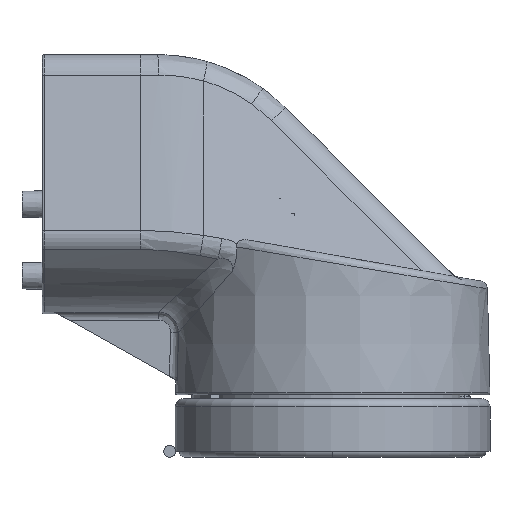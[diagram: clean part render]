
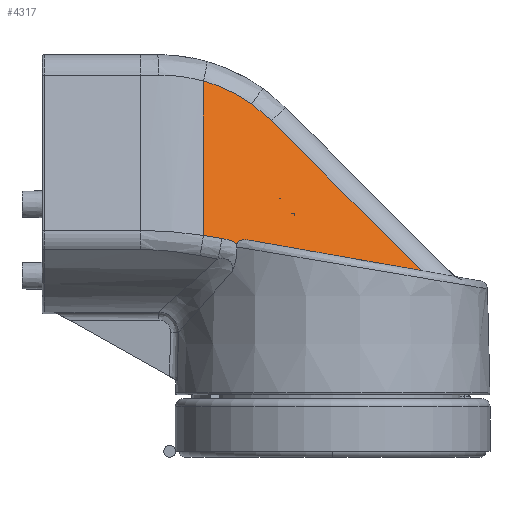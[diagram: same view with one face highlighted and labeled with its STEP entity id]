
A CAD part, front view. The second image highlights one B-rep face of the part: STEP entity #4317.
In plain terms, the highlighted planar face has unit normal (0.156, -0.963, 0.22).
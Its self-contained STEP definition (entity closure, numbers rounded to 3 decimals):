
#1738 = EDGE_LOOP ( 'NONE', ( #2975, #2977, #2976 ) ) ;
#1739 = EDGE_LOOP ( 'NONE', ( #2978, #2980, #2979, #2982, #2981, #2984, #2985, #2988 ) ) ;
#2975 = ORIENTED_EDGE ( 'NONE', *, *, #4098, .T. ) ;
#2976 = ORIENTED_EDGE ( 'NONE', *, *, #4100, .T. ) ;
#2977 = ORIENTED_EDGE ( 'NONE', *, *, #4097, .T. ) ;
#2978 = ORIENTED_EDGE ( 'NONE', *, *, #4101, .T. ) ;
#2979 = ORIENTED_EDGE ( 'NONE', *, *, #3874, .T. ) ;
#2980 = ORIENTED_EDGE ( 'NONE', *, *, #4099, .T. ) ;
#2981 = ORIENTED_EDGE ( 'NONE', *, *, #4102, .T. ) ;
#2982 = ORIENTED_EDGE ( 'NONE', *, *, #3998, .F. ) ;
#2984 = ORIENTED_EDGE ( 'NONE', *, *, #3878, .T. ) ;
#2985 = ORIENTED_EDGE ( 'NONE', *, *, #4103, .T. ) ;
#2988 = ORIENTED_EDGE ( 'NONE', *, *, #4104, .T. ) ;
#3161 = VERTEX_POINT ( 'NONE', #16570 ) ;
#3162 = VERTEX_POINT ( 'NONE', #16571 ) ;
#3165 = VERTEX_POINT ( 'NONE', #16574 ) ;
#3166 = VERTEX_POINT ( 'NONE', #16575 ) ;
#3268 = VERTEX_POINT ( 'NONE', #16685 ) ;
#3369 = VERTEX_POINT ( 'NONE', #16819 ) ;
#3370 = VERTEX_POINT ( 'NONE', #16820 ) ;
#3371 = VERTEX_POINT ( 'NONE', #16821 ) ;
#3372 = VERTEX_POINT ( 'NONE', #16822 ) ;
#3373 = VERTEX_POINT ( 'NONE', #16823 ) ;
#3374 = VERTEX_POINT ( 'NONE', #16824 ) ;
#3765 = LINE ( 'NONE', #5544, #5032 ) ;
#3822 = LINE ( 'NONE', #5918, #5109 ) ;
#3823 = LINE ( 'NONE', #5920, #5110 ) ;
#3824 = LINE ( 'NONE', #5928, #5111 ) ;
#3825 = LINE ( 'NONE', #5934, #5112 ) ;
#3826 = LINE ( 'NONE', #5940, #5113 ) ;
#3874 = EDGE_CURVE ( 'NONE', #3162, #3161, #15126, .T. ) ;
#3878 = EDGE_CURVE ( 'NONE', #3166, #3165, #6512, .T. ) ;
#3998 = EDGE_CURVE ( 'NONE', #3268, #3161, #3765, .T. ) ;
#4097 = EDGE_CURVE ( 'NONE', #3370, #3371, #3822, .T. ) ;
#4098 = EDGE_CURVE ( 'NONE', #3369, #3370, #3823, .T. ) ;
#4099 = EDGE_CURVE ( 'NONE', #3373, #3162, #15157, .T. ) ;
#4100 = EDGE_CURVE ( 'NONE', #3371, #3369, #3824, .T. ) ;
#4101 = EDGE_CURVE ( 'NONE', #3372, #3373, #6548, .T. ) ;
#4102 = EDGE_CURVE ( 'NONE', #3268, #3166, #3825, .T. ) ;
#4103 = EDGE_CURVE ( 'NONE', #3165, #3374, #6527, .T. ) ;
#4104 = EDGE_CURVE ( 'NONE', #3374, #3372, #3826, .T. ) ;
#4317 = ADVANCED_FACE ( 'NONE', ( #6846, #6847 ), #9006, .T. ) ;
#5032 = VECTOR ( 'NONE', #5545, 1000. ) ;
#5109 = VECTOR ( 'NONE', #5919, 1000. ) ;
#5110 = VECTOR ( 'NONE', #5921, 1000. ) ;
#5111 = VECTOR ( 'NONE', #5929, 1000. ) ;
#5112 = VECTOR ( 'NONE', #5935, 1000. ) ;
#5113 = VECTOR ( 'NONE', #5941, 1000. ) ;
#5544 = CARTESIAN_POINT ( 'NONE',  ( 46.518, -20.678, 26.454 ) ) ;
#5545 = DIRECTION ( 'NONE',  ( -0.978, -0.119, 0.172 ) ) ;
#5918 = CARTESIAN_POINT ( 'NONE',  ( -47.821, -25.479, 72.574 ) ) ;
#5919 = DIRECTION ( 'NONE',  ( -0.825, -0.005, 0.566 ) ) ;
#5920 = CARTESIAN_POINT ( 'NONE',  ( -15.892, -17.385, 85.314 ) ) ;
#5921 = DIRECTION ( 'NONE',  ( 0.077, -0.21, -0.975 ) ) ;
#5922 = CARTESIAN_POINT ( 'NONE',  ( -27.481, -29.888, 38.777 ) ) ;
#5923 = CARTESIAN_POINT ( 'NONE',  ( -26.821, -29.804, 38.674 ) ) ;
#5924 = CARTESIAN_POINT ( 'NONE',  ( -26.176, -29.735, 38.516 ) ) ;
#5925 = CARTESIAN_POINT ( 'NONE',  ( -24.923, -29.634, 38.07 ) ) ;
#5926 = CARTESIAN_POINT ( 'NONE',  ( -24.311, -29.601, 37.778 ) ) ;
#5927 = CARTESIAN_POINT ( 'NONE',  ( -23.742, -29.591, 37.415 ) ) ;
#5928 = CARTESIAN_POINT ( 'NONE',  ( -36.894, -29.374, 47.73 ) ) ;
#5929 = DIRECTION ( 'NONE',  ( 0.985, 0.169, 0.042 ) ) ;
#5930 = CARTESIAN_POINT ( 'NONE',  ( -32.027, -30.462, 39.497 ) ) ;
#5931 = CARTESIAN_POINT ( 'NONE',  ( -30.529, -30.274, 39.254 ) ) ;
#5932 = CARTESIAN_POINT ( 'NONE',  ( -29.014, -30.083, 39.014 ) ) ;
#5933 = CARTESIAN_POINT ( 'NONE',  ( -27.481, -29.888, 38.777 ) ) ;
#5934 = CARTESIAN_POINT ( 'NONE',  ( -35.605, -19.885, 88.389 ) ) ;
#5935 = DIRECTION ( 'NONE',  ( -0.706, 0.046, 0.706 ) ) ;
#5936 = CARTESIAN_POINT ( 'NONE',  ( -20.064, -21.08, 72.093 ) ) ;
#5937 = CARTESIAN_POINT ( 'NONE',  ( -23.7, -21.08, 74.682 ) ) ;
#5938 = CARTESIAN_POINT ( 'NONE',  ( -27.728, -21.295, 76.605 ) ) ;
#5939 = CARTESIAN_POINT ( 'NONE',  ( -32.027, -21.719, 77.807 ) ) ;
#5940 = CARTESIAN_POINT ( 'NONE',  ( -32.027, -20.3, 84.026 ) ) ;
#5941 = DIRECTION ( 'NONE',  ( 0., -0.222, -0.975 ) ) ;
#6512 =( BOUNDED_CURVE ( )  B_SPLINE_CURVE ( 3, ( #17368, #17369, #17370, #17371 ),
 .UNSPECIFIED., .F., .T. ) 
 B_SPLINE_CURVE_WITH_KNOTS ( ( 4, 4 ),
 ( 6.116, 6.283 ),
 .UNSPECIFIED. ) 
 CURVE ( )  GEOMETRIC_REPRESENTATION_ITEM ( )  RATIONAL_B_SPLINE_CURVE ( ( 1., 0.998, 0.998, 1. ) ) 
 REPRESENTATION_ITEM ( '' )  );
#6527 =( BOUNDED_CURVE ( )  B_SPLINE_CURVE ( 3, ( #5936, #5937, #5938, #5939 ),
 .UNSPECIFIED., .F., .T. ) 
 B_SPLINE_CURVE_WITH_KNOTS ( ( 4, 4 ),
 ( 0., 0.346 ),
 .UNSPECIFIED. ) 
 CURVE ( )  GEOMETRIC_REPRESENTATION_ITEM ( )  RATIONAL_B_SPLINE_CURVE ( ( 1., 0.99, 0.99, 1. ) ) 
 REPRESENTATION_ITEM ( '' )  );
#6548 =( BOUNDED_CURVE ( )  B_SPLINE_CURVE ( 3, ( #5930, #5931, #5932, #5933 ),
 .UNSPECIFIED., .F., .T. ) 
 B_SPLINE_CURVE_WITH_KNOTS ( ( 4, 4 ),
 ( 0.882, 0.912 ),
 .UNSPECIFIED. ) 
 CURVE ( )  GEOMETRIC_REPRESENTATION_ITEM ( )  RATIONAL_B_SPLINE_CURVE ( ( 1., 1., 1., 1. ) ) 
 REPRESENTATION_ITEM ( '' )  );
#6846 = FACE_BOUND ( 'NONE', #1738, .T. ) ;
#6847 = FACE_OUTER_BOUND ( 'NONE', #1739, .T. ) ;
#7993 = AXIS2_PLACEMENT_3D ( 'NONE', #9007, #9008, #9009 ) ;
#9006 = PLANE ( 'NONE',  #7993 ) ;
#9007 = CARTESIAN_POINT ( 'NONE',  ( -39.8, -21.5, 84.3 ) ) ;
#9008 = DIRECTION ( 'NONE',  ( 0.156, -0.963, 0.22 ) ) ;
#9009 = DIRECTION ( 'NONE',  ( 0., -0.222, -0.975 ) ) ;
#15126 = B_SPLINE_CURVE_WITH_KNOTS ( 'NONE', 3,
 ( #17343, #17344, #17345, #17346, #17347, #17348, #17349, #17350, #17351, #17352, #17353, #17354 ),
 .UNSPECIFIED., .F., .F.,
 ( 4, 2, 2, 2, 2, 4 ),
 ( 0.001, 0.001, 0.002, 0.002, 0.003, 0.004 ),
 .UNSPECIFIED. ) ;
#15157 = B_SPLINE_CURVE_WITH_KNOTS ( 'NONE', 3,
 ( #5922, #5923, #5924, #5925, #5926, #5927 ),
 .UNSPECIFIED., .F., .F.,
 ( 4, 2, 4 ),
 ( 0., 0.002, 0.004 ),
 .UNSPECIFIED. ) ;
#16570 = CARTESIAN_POINT ( 'NONE',  ( -21.224, -28.958, 38.399 ) ) ;
#16571 = CARTESIAN_POINT ( 'NONE',  ( -23.742, -29.591, 37.415 ) ) ;
#16574 = CARTESIAN_POINT ( 'NONE',  ( -20.064, -21.08, 72.093 ) ) ;
#16575 = CARTESIAN_POINT ( 'NONE',  ( -15.168, -21.229, 67.952 ) ) ;
#16685 = CARTESIAN_POINT ( 'NONE',  ( 22.008, -23.674, 30.776 ) ) ;
#16819 = CARTESIAN_POINT ( 'NONE',  ( -12.986, -25.258, 48.744 ) ) ;
#16820 = CARTESIAN_POINT ( 'NONE',  ( -12.98, -25.274, 48.673 ) ) ;
#16821 = CARTESIAN_POINT ( 'NONE',  ( -13.077, -25.274, 48.74 ) ) ;
#16822 = CARTESIAN_POINT ( 'NONE',  ( -32.027, -30.462, 39.497 ) ) ;
#16823 = CARTESIAN_POINT ( 'NONE',  ( -27.481, -29.888, 38.777 ) ) ;
#16824 = CARTESIAN_POINT ( 'NONE',  ( -32.027, -21.719, 77.807 ) ) ;
#17343 = CARTESIAN_POINT ( 'NONE',  ( -23.742, -29.591, 37.415 ) ) ;
#17344 = CARTESIAN_POINT ( 'NONE',  ( -23.702, -29.559, 37.529 ) ) ;
#17345 = CARTESIAN_POINT ( 'NONE',  ( -23.646, -29.524, 37.64 ) ) ;
#17346 = CARTESIAN_POINT ( 'NONE',  ( -23.507, -29.457, 37.837 ) ) ;
#17347 = CARTESIAN_POINT ( 'NONE',  ( -23.424, -29.423, 37.927 ) ) ;
#17348 = CARTESIAN_POINT ( 'NONE',  ( -23.145, -29.324, 38.162 ) ) ;
#17349 = CARTESIAN_POINT ( 'NONE',  ( -22.921, -29.262, 38.273 ) ) ;
#17350 = CARTESIAN_POINT ( 'NONE',  ( -22.456, -29.154, 38.416 ) ) ;
#17351 = CARTESIAN_POINT ( 'NONE',  ( -22.208, -29.106, 38.451 ) ) ;
#17352 = CARTESIAN_POINT ( 'NONE',  ( -21.716, -29.023, 38.463 ) ) ;
#17353 = CARTESIAN_POINT ( 'NONE',  ( -21.47, -28.988, 38.442 ) ) ;
#17354 = CARTESIAN_POINT ( 'NONE',  ( -21.224, -28.958, 38.399 ) ) ;
#17368 = CARTESIAN_POINT ( 'NONE',  ( -15.168, -21.229, 67.952 ) ) ;
#17369 = CARTESIAN_POINT ( 'NONE',  ( -16.683, -21.13, 69.467 ) ) ;
#17370 = CARTESIAN_POINT ( 'NONE',  ( -18.319, -21.08, 70.851 ) ) ;
#17371 = CARTESIAN_POINT ( 'NONE',  ( -20.064, -21.08, 72.093 ) ) ;
